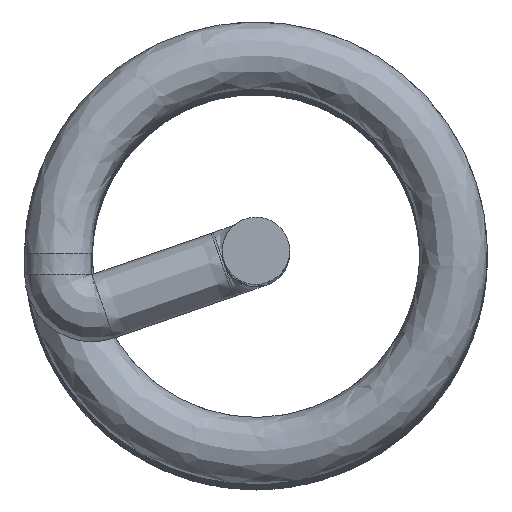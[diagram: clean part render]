
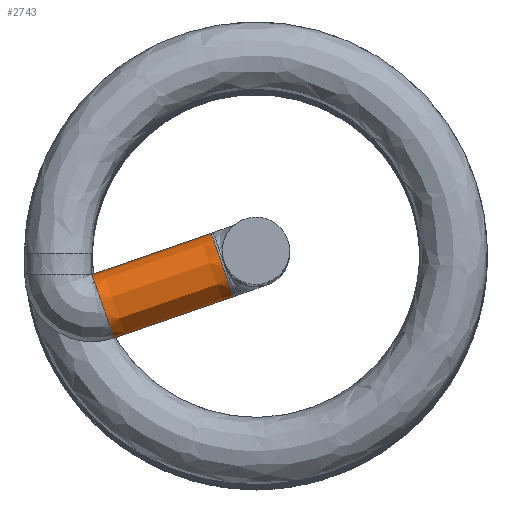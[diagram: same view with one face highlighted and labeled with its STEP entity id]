
A CAD part, top view. The second image highlights one B-rep face of the part: STEP entity #2743.
In plain terms, the highlighted face is a extrusion surface.
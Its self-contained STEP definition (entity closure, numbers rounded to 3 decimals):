
#276=CARTESIAN_POINT('',(-1.95,-0.253,0.));
#296=CARTESIAN_POINT('',(-0.533,0.239,0.));
#297=CARTESIAN_POINT('',(-0.533,0.239,
0.046));
#298=CARTESIAN_POINT('',(-0.527,0.222,
0.139));
#299=CARTESIAN_POINT('',(-0.504,0.156,
0.263));
#300=CARTESIAN_POINT('',(-0.468,0.053,
0.353));
#301=CARTESIAN_POINT('',(-0.425,-0.072,
0.402));
#302=CARTESIAN_POINT('',(-0.379,-0.206,
0.402));
#303=CARTESIAN_POINT('',(-0.335,-0.332,
0.353));
#304=CARTESIAN_POINT('',(-0.299,-0.435,
0.263));
#305=CARTESIAN_POINT('',(-0.276,-0.501,
0.139));
#306=CARTESIAN_POINT('',(-0.271,-0.517,
0.046));
#307=CARTESIAN_POINT('',(-0.271,-0.517,0.));
#309=CARTESIAN_POINT('',(-1.95,-0.253,0.));
#310=CARTESIAN_POINT('',(-1.95,-0.253,0.046));
#311=CARTESIAN_POINT('',(-1.944,-0.269,
0.139));
#312=CARTESIAN_POINT('',(-1.921,-0.335,
0.263));
#313=CARTESIAN_POINT('',(-1.886,-0.438,
0.353));
#314=CARTESIAN_POINT('',(-1.842,-0.564,
0.402));
#315=CARTESIAN_POINT('',(-1.796,-0.698,
0.402));
#316=CARTESIAN_POINT('',(-1.752,-0.823,
0.353));
#317=CARTESIAN_POINT('',(-1.716,-0.926,
0.263));
#318=CARTESIAN_POINT('',(-1.694,-0.992,
0.139));
#319=CARTESIAN_POINT('',(-1.688,-1.009,
0.046));
#320=CARTESIAN_POINT('',(-1.688,-1.009,0.));
#322=DIRECTION('',(0.945,0.328,0.));
#323=VECTOR('',#322,1.5);
#324=CARTESIAN_POINT('',(-1.95,-0.253,0.));
#325=LINE('',#324,#323);
#347=CARTESIAN_POINT('',(-1.688,-1.009,0.));
#360=DIRECTION('',(0.945,0.328,0.));
#361=VECTOR('',#360,1.5);
#362=CARTESIAN_POINT('',(-1.688,-1.009,0.));
#363=LINE('',#362,#361);
#1949=VERTEX_POINT('',#276);
#1950=VERTEX_POINT('',#347);
#1957=VERTEX_POINT('',#296);
#1958=VERTEX_POINT('',#307);
#2716=CARTESIAN_POINT('',(-1.688,-1.007,
-0.033));
#2717=CARTESIAN_POINT('',(-1.688,-1.008,
-0.022));
#2718=CARTESIAN_POINT('',(-1.687,-1.01,
0.035));
#2719=CARTESIAN_POINT('',(-1.694,-0.992,
0.139));
#2720=CARTESIAN_POINT('',(-1.716,-0.926,
0.263));
#2721=CARTESIAN_POINT('',(-1.752,-0.823,
0.353));
#2722=CARTESIAN_POINT('',(-1.796,-0.698,
0.402));
#2723=CARTESIAN_POINT('',(-1.842,-0.564,
0.402));
#2724=CARTESIAN_POINT('',(-1.886,-0.438,
0.353));
#2725=CARTESIAN_POINT('',(-1.921,-0.335,
0.263));
#2726=CARTESIAN_POINT('',(-1.944,-0.269,
0.139));
#2727=CARTESIAN_POINT('',(-1.951,-0.251,
0.035));
#2728=CARTESIAN_POINT('',(-1.95,-0.253,
-0.022));
#2729=CARTESIAN_POINT('',(-1.95,-0.254,
-0.033));
#2731=DIRECTION('',(0.945,0.328,0.));
#2732=VECTOR('',#2731,1.);
#2733=SURFACE_OF_LINEAR_EXTRUSION('',#2730,#2732);
#2735=ORIENTED_EDGE('',*,*,#2734,.T.);
#2737=ORIENTED_EDGE('',*,*,#2736,.F.);
#2738=ORIENTED_EDGE('',*,*,#2710,.F.);
#2740=ORIENTED_EDGE('',*,*,#2739,.T.);
#2741=EDGE_LOOP('',(#2735,#2737,#2738,#2740));
#2742=FACE_OUTER_BOUND('',#2741,.F.);
#308=B_SPLINE_CURVE_WITH_KNOTS('',3,(#296,#297,#298,#299,#300,#301,#302,#303,
#304,#305,#306,#307),.UNSPECIFIED.,.F.,.F.,(4,1,1,1,1,1,1,1,1,4),(0.,
0.111,0.222,0.333,0.444,
0.556,0.667,0.778,0.889,1.),
.UNSPECIFIED.);
#321=B_SPLINE_CURVE_WITH_KNOTS('',3,(#309,#310,#311,#312,#313,#314,#315,#316,
#317,#318,#319,#320),.UNSPECIFIED.,.F.,.F.,(4,1,1,1,1,1,1,1,1,4),(0.,
0.111,0.222,0.333,0.444,
0.556,0.667,0.778,0.889,1.),
.UNSPECIFIED.);
#2710=EDGE_CURVE('',#1949,#1950,#321,.T.);
#2730=B_SPLINE_CURVE_WITH_KNOTS('',3,(#2716,#2717,#2718,#2719,#2720,#2721,#2722,
#2723,#2724,#2725,#2726,#2727,#2728,#2729),.UNSPECIFIED.,.F.,.F.,(4,1,1,1,1,1,1,
1,1,1,1,4),(0.,0.025,0.131,0.236,
0.342,0.447,0.553,0.658,
0.764,0.869,0.975,1.),.UNSPECIFIED.);
#2734=EDGE_CURVE('',#1957,#1958,#308,.T.);
#2736=EDGE_CURVE('',#1950,#1958,#363,.T.);
#2739=EDGE_CURVE('',#1949,#1957,#325,.T.);
#2743=ADVANCED_FACE('',(#2742),#2733,.F.);
